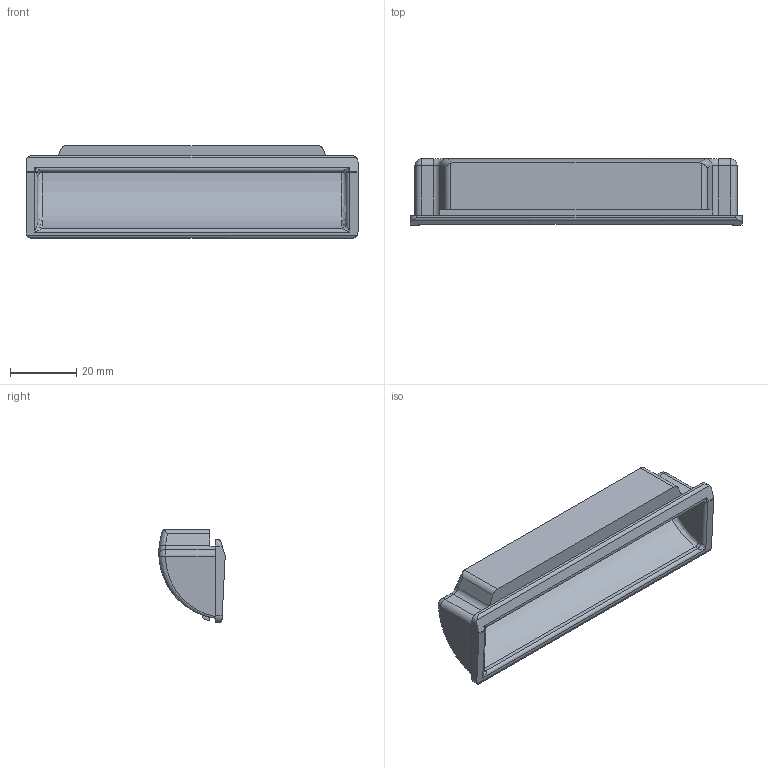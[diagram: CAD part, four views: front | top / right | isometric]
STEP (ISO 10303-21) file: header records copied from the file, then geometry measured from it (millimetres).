
FILE_DESCRIPTION (( 'STEP AP214' ), '1' );
FILE_NAME ('THA_241_3W.STEP', '2016-04-27T07:21:13', ( '' ), ( '' ), 'SwSTEP 2.0', 'SolidWorks 2015', '' );
FILE_SCHEMA (( 'AUTOMOTIVE_DESIGN' ));
Length unit declared in the file: millimetre
Products named in the file (2): pull; THA_241_3W
Assembly tree (1 placements, depth 2):
  THA_241_3W
    pull
Bounding box: 100 x 19.99 x 28 mm (x, y, z)
Volume: 12341.7 mm3; surface area: 13015.6 mm2
Topology: 1 solids, 1 shells, 88 faces, 226 edges, 138 vertices
Faces by surface type: cylinder 34, plane 32, bspline 12, torus 6, sphere 4
Entity records: 3220 total; most frequent: CARTESIAN_POINT 1201, ORIENTED_EDGE 432, DIRECTION 386, EDGE_CURVE 216, AXIS2_PLACEMENT_3D 142, VERTEX_POINT 134, LINE 102, VECTOR 102
